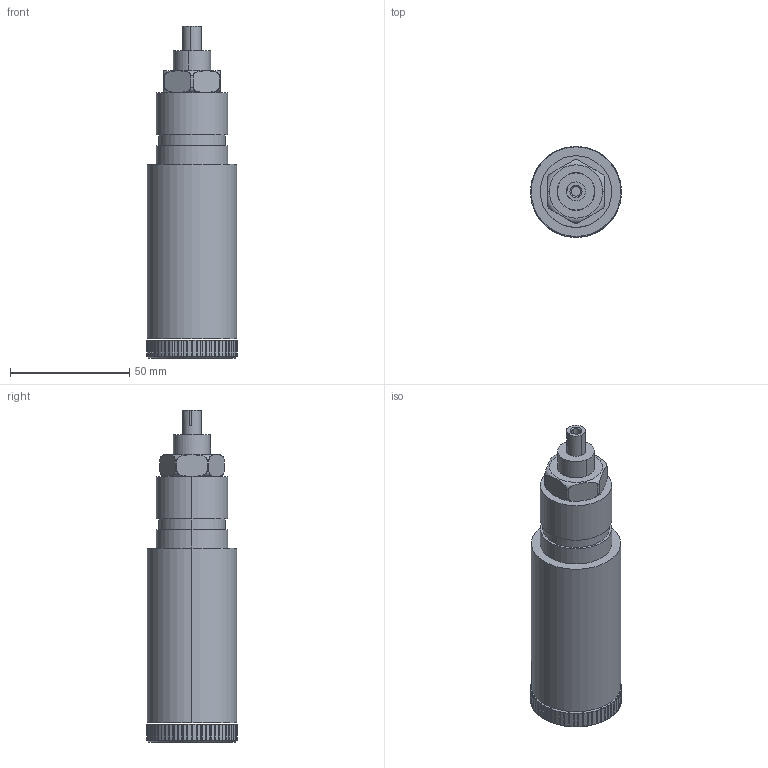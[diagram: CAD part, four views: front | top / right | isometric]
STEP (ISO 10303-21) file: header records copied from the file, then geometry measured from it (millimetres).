
FILE_DESCRIPTION (( 'STEP AP214' ), '1' );
FILE_NAME ('QB100-100 Step File.STEP', '2013-06-06T23:36:02', ( 'USER-PC' ), ( '' ), 'SwSTEP 2.0', 'SolidWorks 2012', '' );
FILE_SCHEMA (( 'AUTOMOTIVE_DESIGN' ));
Length unit declared in the file: inch
Products named in the file (1): QB100-100 Step File
Bounding box: 38.1 x 38.1 x 139.3 mm (x, y, z)
Surface area: 18749.4 mm2 (no closed solid volume)
Topology: 0 solids, 5 shells, 200 faces, 632 edges, 419 vertices
Faces by surface type: cylinder 168, plane 24, torus 4, cone 4
Entity records: 10698 total; most frequent: CARTESIAN_POINT 2438, DIRECTION 1221, ORIENTED_EDGE 1174, EDGE_CURVE 632, AXIS2_PLACEMENT_3D 494, VERTEX_POINT 419, CIRCLE 293, LINE 233
